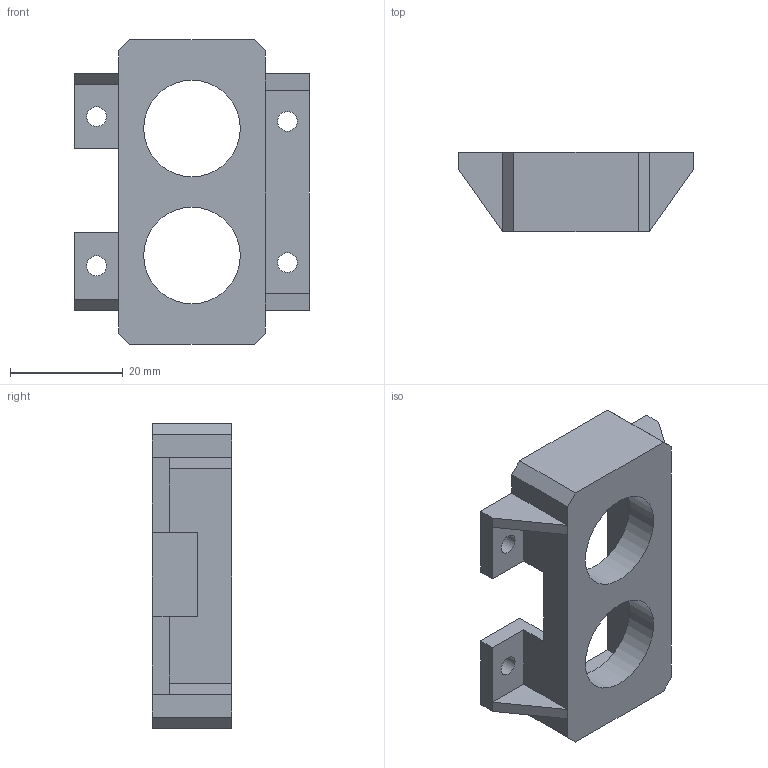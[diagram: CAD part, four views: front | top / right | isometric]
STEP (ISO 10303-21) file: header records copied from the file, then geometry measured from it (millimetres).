
FILE_DESCRIPTION(/* description */ (''),/* implementation_level */ '2;1');
FILE_NAME(/* name */ 'AM_UltrasonicSupportV2.stp',/* time_stamp */ '2024-11-03T10:28:23-05:00',/* author */ ('yulio'),/* organization */ (''),/* preprocessor_version */ 'ST-DEVELOPER v20',/* originating_system */ 'Autodesk Inventor 2024',/* authorisation */ '');
FILE_SCHEMA (('AUTOMOTIVE_DESIGN { 1 0 10303 214 3 1 1 }'));
Length unit declared in the file: millimetre
Products named in the file (1): holder srf05
Bounding box: 41.6 x 14 x 54 mm (x, y, z)
Volume: 9676.4 mm3; surface area: 7198.9 mm2
Topology: 1 solids, 1 shells, 46 faces, 120 edges, 76 vertices
Faces by surface type: plane 40, cylinder 6
Full cylindrical faces by diameter (mm): 3.5 x4, 17.1 x2
Entity records: 1456 total; most frequent: CARTESIAN_POINT 243, ORIENTED_EDGE 240, DIRECTION 226, EDGE_CURVE 120, LINE 108, VECTOR 108, VERTEX_POINT 76, AXIS2_PLACEMENT_3D 59
